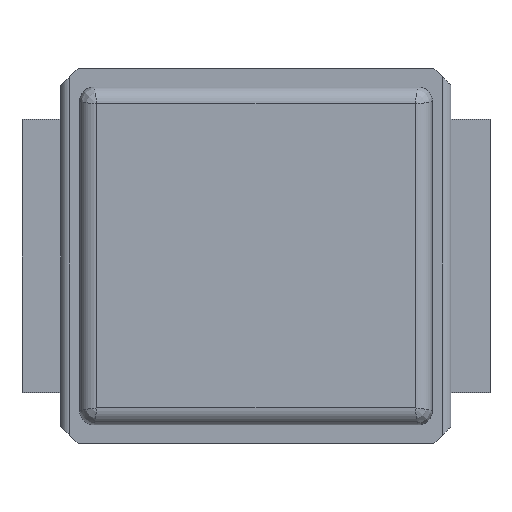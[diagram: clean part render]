
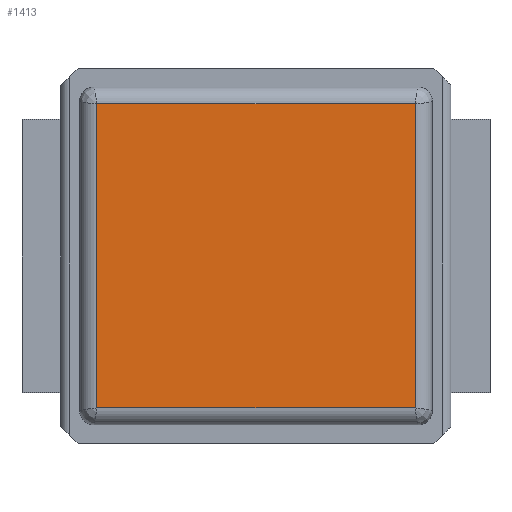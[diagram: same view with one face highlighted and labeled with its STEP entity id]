
A CAD part, top view. The second image highlights one B-rep face of the part: STEP entity #1413.
In plain terms, the highlighted planar face has unit normal (0, 0, 1).
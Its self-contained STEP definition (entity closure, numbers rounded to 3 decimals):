
#12=DIRECTION('',(0.,0.,1.));
#65=VECTOR('',#66,1.);
#66=DIRECTION('',(0.,1.,0.));
#80=DIRECTION('',(1.,0.,0.));
#119=VECTOR('',#80,1.);
#648=VECTOR('',#649,1.);
#649=DIRECTION('',(-0.,-1.,-0.));
#743=VECTOR('',#744,1.);
#744=DIRECTION('',(-1.,-0.,-0.));
#931=VERTEX_POINT('',#932);
#932=CARTESIAN_POINT('',(-1.634,1.559,0.565));
#990=VERTEX_POINT('',#991);
#991=CARTESIAN_POINT('',(-1.634,-1.559,0.565));
#998=EDGE_CURVE('',#931,#990,#999,.T.);
#999=LINE('',#1000,#648);
#1000=CARTESIAN_POINT('',(-1.634,1.587,0.565));
#1062=VERTEX_POINT('',#1063);
#1063=CARTESIAN_POINT('',(1.634,-1.559,0.565));
#1070=EDGE_CURVE('',#990,#1062,#1071,.T.);
#1071=LINE('',#1072,#119);
#1072=CARTESIAN_POINT('',(-1.662,-1.559,0.565));
#1132=VERTEX_POINT('',#1133);
#1133=CARTESIAN_POINT('',(1.634,1.559,0.565));
#1140=EDGE_CURVE('',#1062,#1132,#1141,.T.);
#1141=LINE('',#1142,#65);
#1142=CARTESIAN_POINT('',(1.634,-1.587,0.565));
#1207=EDGE_CURVE('',#1132,#931,#1208,.T.);
#1208=LINE('',#1209,#743);
#1209=CARTESIAN_POINT('',(1.662,1.559,0.565));
#1413=ADVANCED_FACE('',(#1414),#1420,.T.);
#1414=FACE_BOUND('',#1415,.T.);
#1415=EDGE_LOOP('',(#1416,#1417,#1418,#1419));
#1416=ORIENTED_EDGE('',*,*,#1070,.T.);
#1417=ORIENTED_EDGE('',*,*,#1140,.T.);
#1418=ORIENTED_EDGE('',*,*,#1207,.T.);
#1419=ORIENTED_EDGE('',*,*,#998,.T.);
#1420=PLANE('',#1421);
#1421=AXIS2_PLACEMENT_3D('',#1422,#12,#80);
#1422=CARTESIAN_POINT('',(-1.808,-1.733,0.565));
